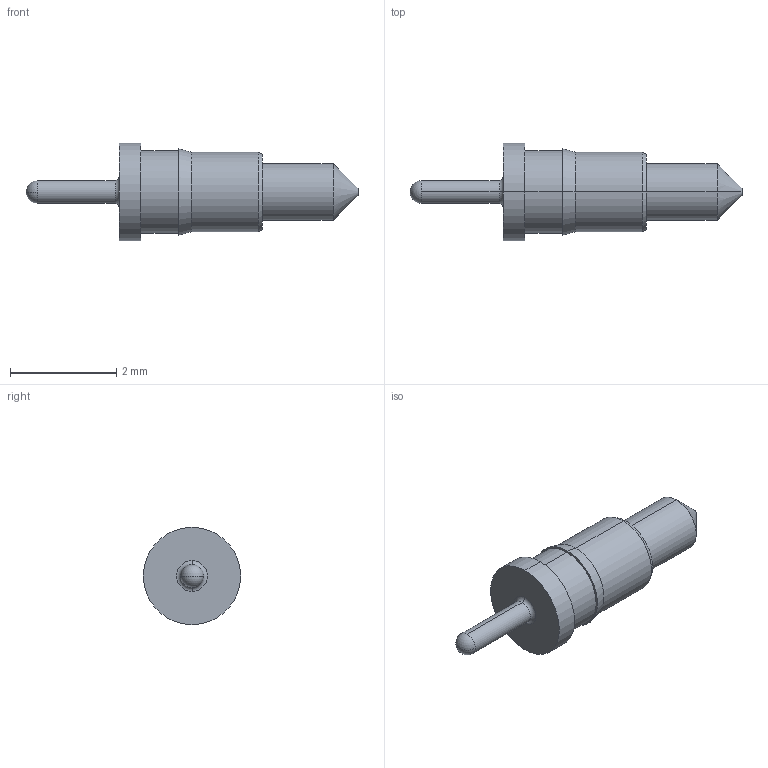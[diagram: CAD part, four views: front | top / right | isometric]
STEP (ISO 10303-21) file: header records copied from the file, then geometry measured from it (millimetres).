
FILE_DESCRIPTION (( 'STEP AP214' ), '1' );
FILE_NAME ('E774122B-A4E2-4446-9923-C82F161AC805.STEP', '2023-08-25T10:03:21', ( '' ), ( '' ), 'SwSTEP 2.0', 'SolidWorks 2022', '' );
FILE_SCHEMA (( 'AUTOMOTIVE_DESIGN' ));
Length unit declared in the file: inch
Products named in the file (1): E774122B-A4E2-4446-9923-C82F161AC805
Bounding box: 6.25 x 1.83 x 1.83 mm (x, y, z)
Volume: 6.8 mm3; surface area: 25.5 mm2
Topology: 1 solids, 1 shells, 25 faces, 52 edges, 31 vertices
Faces by surface type: cylinder 10, cone 6, plane 5, torus 2, sphere 2
Entity records: 702 total; most frequent: DIRECTION 136, CARTESIAN_POINT 107, ORIENTED_EDGE 100, AXIS2_PLACEMENT_3D 60, EDGE_CURVE 50, CIRCLE 34, VERTEX_POINT 31, EDGE_LOOP 29
